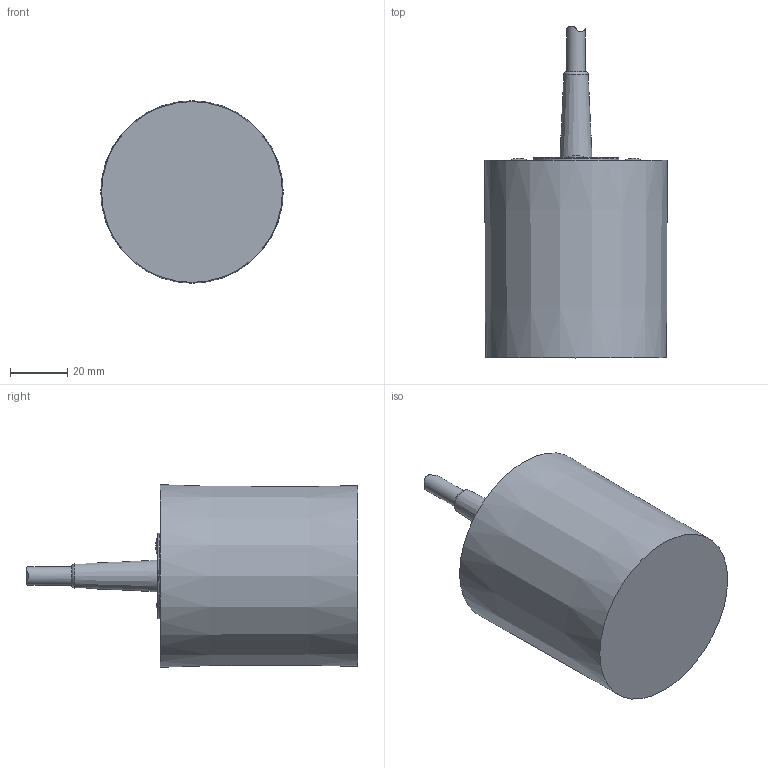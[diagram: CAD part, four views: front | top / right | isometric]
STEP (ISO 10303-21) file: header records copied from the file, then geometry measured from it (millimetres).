
FILE_DESCRIPTION(/* description */ (''),/* implementation_level */ '2;1');
FILE_NAME(/* name */ '120153_Shrinkwrap_1.stp',/* time_stamp */ '2021-12-06T14:58:29+01:00',/* author */ ('Krieger Anja'),/* organization */ (''),/* preprocessor_version */ 'ST-DEVELOPER v18.1',/* originating_system */ 'Autodesk Inventor 2021',/* authorisation */ '');
FILE_SCHEMA (('AUTOMOTIVE_DESIGN { 1 0 10303 214 3 1 1 }'));
Length unit declared in the file: millimetre
Products named in the file (1): 120153_Shrinkwrap_1
Bounding box: 63.8 x 115.98 x 63.8 mm (x, y, z)
Volume: 44589.9 mm3; surface area: 40421.5 mm2
Topology: 1 solids, 1 shells, 63 faces, 126 edges, 80 vertices
Faces by surface type: plane 24, cylinder 21, cone 8, torus 6, bspline 3, sphere 1
Full cylindrical faces by diameter (mm): 3 x2, 4 x2, 5 x2, 5.8 x1, 5.85 x2, 5.9 x2, 6.4 x2, 14 x1, 28 x2, 28.4 x2
Entity records: 1890 total; most frequent: CARTESIAN_POINT 404, DIRECTION 317, ORIENTED_EDGE 244, AXIS2_PLACEMENT_3D 138, EDGE_CURVE 122, EDGE_LOOP 82, VERTEX_POINT 80, CIRCLE 77
